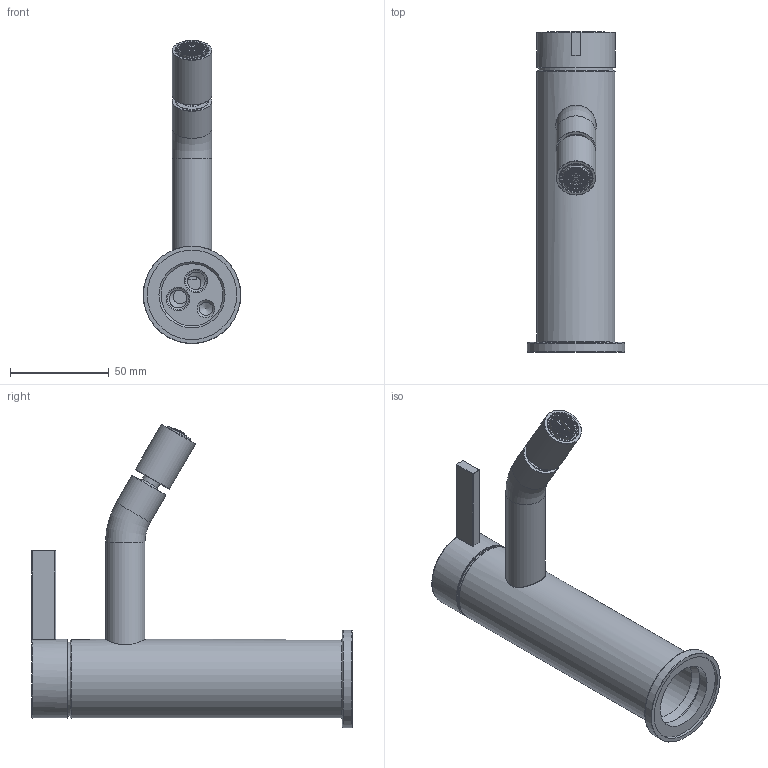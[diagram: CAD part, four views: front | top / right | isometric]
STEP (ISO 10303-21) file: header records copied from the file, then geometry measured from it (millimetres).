
FILE_DESCRIPTION(/* description */ ('Unknown'),/* implementation_level */ '2;1');
FILE_NAME(/* name */ 'AF018',/* time_stamp */ '2023-02-24T09:52:33+01:00',/* author */ ('Unknown'),/* organization */ ('Unknown'),/* preprocessor_version */ 'ST-DEVELOPER v18.102',/* originating_system */ 'Solid Edge',/* authorisation */ 'Unknown');
FILE_SCHEMA (('AUTOMOTIVE_DESIGN {1 0 10303 214 3 1 1}'));
Length unit declared in the file: millimetre
Products named in the file (14): AF018-00; ABIX201C003; SARBSA0003_oa_0; SARBSC0003; SCCBSC0002; ABIX005A007_oa_1; ABIX005C010; ABIX005C014; SBTBSC0002; AF018-001_oa_2; ABIX007C010; SARBSA0002_oa_3; SARPKC0061; SARPKC0062
Assembly tree (13 placements, depth 3):
  AF018-00
    ABIX201C003
    SARBSA0003_oa_0
      SARBSC0003
    SCCBSC0002
    ABIX005A007_oa_1
      ABIX005C010
      ABIX005C014
    SBTBSC0002
    AF018-001_oa_2
      ABIX007C010
    SARBSA0002_oa_3
      SARPKC0061
      SARPKC0062
Bounding box: 49.5 x 162.3 x 153.79 mm (x, y, z)
Volume: 147639 mm3; surface area: 62896.2 mm2
Topology: 9 solids, 9 shells, 2845 faces, 8121 edges, 5378 vertices
Faces by surface type: plane 1893, torus 410, cylinder 318, bspline 154, cone 61, sphere 9
Full cylindrical faces by diameter (mm): 0.9 x3, 1.5 x1, 2.5 x2, 3.2 x1, 3.5 x2, 6.5 x1, 6.8 x1, 7.25 x2, 9 x3, 11 x3, 12 x1, 12.15 x2, 13.2 x1, 13.4 x1, 13.45 x1, 13.5 x2, 13.55 x1, 13.75 x1, 14.55 x1, 14.9 x1, 15 x12, 15.15 x1, 15.169 x1, 15.5 x7, 16.4 x1, 16.5 x3, 16.7 x2, 17 x1, 17.2 x1, 20 x3
Entity records: 111220 total; most frequent: CARTESIAN_POINT 42625, ORIENTED_EDGE 15618, DIRECTION 11287, EDGE_CURVE 7809, VERTEX_POINT 5253, AXIS2_PLACEMENT_3D 4147, FACE_BOUND 3374, EDGE_LOOP 3370
